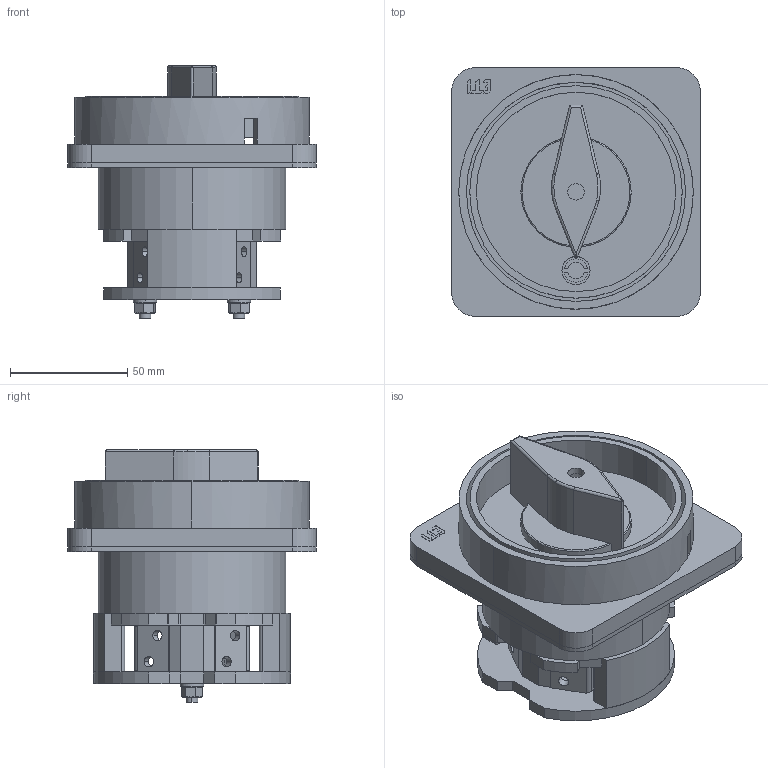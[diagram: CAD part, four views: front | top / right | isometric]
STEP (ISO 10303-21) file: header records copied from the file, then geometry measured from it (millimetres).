
FILE_DESCRIPTION((''),'2;1');
FILE_NAME('BS80_90LK_ASM','2021-12-07T',('marketing.praksa'),('Audax d.o.o.'),'CREO PARAMETRIC BY PTC INC, 2017480','CREO PARAMETRIC BY PTC INC, 2017480','');
FILE_SCHEMA(('AUTOMOTIVE_DESIGN { 1 0 10303 214 1 1 1 1 }'));
Length unit declared in the file: millimetre
Products named in the file (18): SKLOP_PREDEN_BS80_LK3_1-1_PLOCA; SKLOP_PREDEN_BS80_LK3_1-1_ZOLTA; SKLOP_PREDEN_BS80_LK3_1-1_RACKA; POK_1_1; PRT9563_1_1_1; PRT9563_1_2_1; BS80_90LK-1-SOLID2_1_1_1_1; BS80_90LK-1-SOLID2_1_2_1_1; POK_ASM_1_ASM; BS80_90LK-1-SOLID2_1_1_2_1_1__1; BS80_90LK-1-SOLID2_1_1_2_2_1__1; BS80_90LK-1-SOLID2_1_1_2_3_1__1; BS80_90LK-1-SOLID2_1_1_2_4_1__1; BS80_90LK-1-SOLID2_1_1_1; OK_ASM_1_ASM; BS80_90LK-1-SOLID2_1_3_1_1; PRT9562; BS80_90LK_ASM
Assembly tree (17 placements, depth 3):
  BS80_90LK_ASM
    SKLOP_PREDEN_BS80_LK3_1-1_PLOCA
    SKLOP_PREDEN_BS80_LK3_1-1_ZOLTA
    SKLOP_PREDEN_BS80_LK3_1-1_RACKA
    POK_ASM_1_ASM
      POK_1_1
      PRT9563_1_1_1
      PRT9563_1_2_1
      BS80_90LK-1-SOLID2_1_1_1_1
      BS80_90LK-1-SOLID2_1_2_1_1
    OK_ASM_1_ASM
      BS80_90LK-1-SOLID2_1_1_2_1_1__1
      BS80_90LK-1-SOLID2_1_1_2_2_1__1
      BS80_90LK-1-SOLID2_1_1_2_3_1__1
      BS80_90LK-1-SOLID2_1_1_2_4_1__1
      BS80_90LK-1-SOLID2_1_1_1
    BS80_90LK-1-SOLID2_1_3_1_1
    PRT9562
Bounding box: 106 x 106 x 107.8 mm (x, y, z)
Volume: 354081.7 mm3; surface area: 152393.1 mm2
Topology: 17 solids, 17 shells, 724 faces, 1943 edges, 1287 vertices
Faces by surface type: plane 436, cylinder 263, cone 18, torus 6, bspline 1
Entity records: 32656 total; most frequent: CARTESIAN_POINT 4437, DIRECTION 4056, ORIENTED_EDGE 3884, PRESENTATION_STYLE_ASSIGNMENT 2294, STYLED_ITEM 2294, CURVE_STYLE 1942, EDGE_CURVE 1942, AXIS2_PLACEMENT_3D 1383
